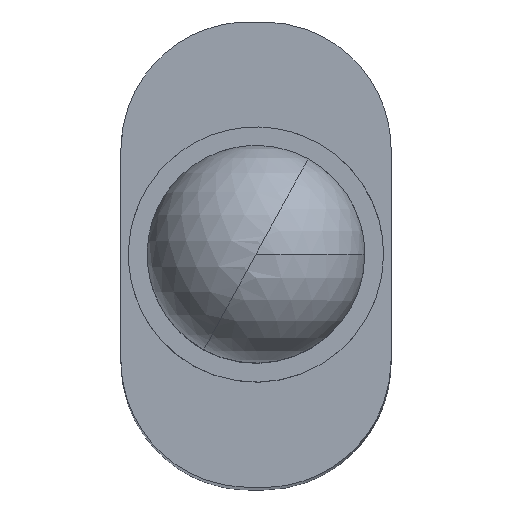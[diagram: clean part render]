
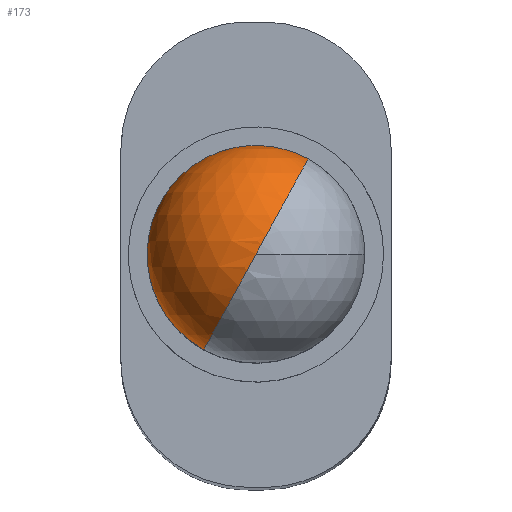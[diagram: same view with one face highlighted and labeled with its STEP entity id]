
A CAD part, top view. The second image highlights one B-rep face of the part: STEP entity #173.
In plain terms, the highlighted spherical face has radius 1.45 mm.
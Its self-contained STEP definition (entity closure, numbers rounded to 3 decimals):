
#1 = CARTESIAN_POINT ( 'NONE',  ( 0.695, 1.272, 3.19 ) ) ;
#19 = CARTESIAN_POINT ( 'NONE',  ( -0.862, -1.181, 3. ) ) ;
#28 = CARTESIAN_POINT ( 'NONE',  ( -1.01, -1.057, 3. ) ) ;
#29 = CARTESIAN_POINT ( 'NONE',  ( -0.677, -1.239, 3.38 ) ) ;
#101 = CARTESIAN_POINT ( 'NONE',  ( 0.695, 1.272, 3. ) ) ;
#118 = CARTESIAN_POINT ( 'NONE',  ( 0., 0., 4.45 ) ) ;
#132 = CARTESIAN_POINT ( 'NONE',  ( -1.421, 0.344, 3. ) ) ;
#150 = EDGE_CURVE ( 'NONE', #1589, #1554, #501, .T. ) ;
#173 = ADVANCED_FACE ( 'NONE', ( #914 ), #280, .T. ) ;
#250 = ORIENTED_EDGE ( 'NONE', *, *, #855, .F. ) ;
#254 = CARTESIAN_POINT ( 'NONE',  ( 0.695, 1.272, 3. ) ) ;
#280 = SPHERICAL_SURFACE ( 'NONE', #432, 1.45 ) ;
#293 = DIRECTION ( 'NONE',  ( 1., 0., 0. ) ) ;
#382 = CARTESIAN_POINT ( 'NONE',  ( 0.556, 1.018, 3.891 ) ) ;
#395 = CARTESIAN_POINT ( 'NONE',  ( -0.607, -1.112, 3.73 ) ) ;
#413 = CARTESIAN_POINT ( 'NONE',  ( -0.35, -0.641, 4.267 ) ) ;
#432 = AXIS2_PLACEMENT_3D ( 'NONE', #1181, #1444, #293 ) ;
#490 = CARTESIAN_POINT ( 'NONE',  ( -0.695, -1.272, 3. ) ) ;
#501 = B_SPLINE_CURVE_WITH_KNOTS ( 'NONE', 3,
 ( #775, #1046, #673, #413, #664, #1563, #395, #29, #1038, #922 ),
 .UNSPECIFIED., .F., .F.,
 ( 4, 2, 2, 2, 4 ),
 ( 0., 0.25, 0.5, 0.75, 1. ),
 .UNSPECIFIED. ) ;
#506 = CARTESIAN_POINT ( 'NONE',  ( -0.762, 1.248, 3. ) ) ;
#509 = CARTESIAN_POINT ( 'NONE',  ( 0.607, 1.112, 3.73 ) ) ;
#558 = EDGE_CURVE ( 'NONE', #1249, #1589, #1032, .T. ) ;
#600 = EDGE_LOOP ( 'NONE', ( #829, #690, #250 ) ) ;
#633 = CARTESIAN_POINT ( 'NONE',  ( -1.445, -0.226, 3. ) ) ;
#641 = CARTESIAN_POINT ( 'NONE',  ( -1.057, 1.01, 3. ) ) ;
#664 = CARTESIAN_POINT ( 'NONE',  ( -0.427, -0.782, 4.16 ) ) ;
#673 = CARTESIAN_POINT ( 'NONE',  ( -0.182, -0.333, 4.412 ) ) ;
#690 = ORIENTED_EDGE ( 'NONE', *, *, #558, .F. ) ;
#775 = CARTESIAN_POINT ( 'NONE',  ( 0., 0., 4.45 ) ) ;
#829 = ORIENTED_EDGE ( 'NONE', *, *, #150, .F. ) ;
#855 = EDGE_CURVE ( 'NONE', #1554, #1249, #1408, .T. ) ;
#872 = CARTESIAN_POINT ( 'NONE',  ( 0.182, 0.333, 4.412 ) ) ;
#907 = CARTESIAN_POINT ( 'NONE',  ( 0.427, 0.782, 4.16 ) ) ;
#914 = FACE_OUTER_BOUND ( 'NONE', #600, .T. ) ;
#922 = CARTESIAN_POINT ( 'NONE',  ( -0.695, -1.272, 3. ) ) ;
#938 = CARTESIAN_POINT ( 'NONE',  ( -1.462, -0.033, 3. ) ) ;
#953 = CARTESIAN_POINT ( 'NONE',  ( -0.226, 1.445, 3. ) ) ;
#960 = CARTESIAN_POINT ( 'NONE',  ( 0.344, 1.421, 3. ) ) ;
#968 = CARTESIAN_POINT ( 'NONE',  ( 0.695, 1.272, 3. ) ) ;
#1032 = B_SPLINE_CURVE_WITH_KNOTS ( 'NONE', 3,
 ( #254, #1, #1639, #509, #382, #907, #1510, #872, #1391, #1330 ),
 .UNSPECIFIED., .F., .F.,
 ( 4, 2, 2, 2, 4 ),
 ( 0., 0.25, 0.5, 0.75, 1. ),
 .UNSPECIFIED. ) ;
#1038 = CARTESIAN_POINT ( 'NONE',  ( -0.695, -1.272, 3.19 ) ) ;
#1046 = CARTESIAN_POINT ( 'NONE',  ( -0.091, -0.167, 4.45 ) ) ;
#1060 = CARTESIAN_POINT ( 'NONE',  ( -1.338, -0.59, 3. ) ) ;
#1156 = CARTESIAN_POINT ( 'NONE',  ( -1.363, 0.529, 3. ) ) ;
#1180 = CARTESIAN_POINT ( 'NONE',  ( -0.695, -1.272, 3. ) ) ;
#1181 = CARTESIAN_POINT ( 'NONE',  ( 0., 0., 3. ) ) ;
#1216 = CARTESIAN_POINT ( 'NONE',  ( 0.529, 1.363, 3. ) ) ;
#1232 = CARTESIAN_POINT ( 'NONE',  ( -0.59, 1.338, 3. ) ) ;
#1249 = VERTEX_POINT ( 'NONE', #101 ) ;
#1289 = CARTESIAN_POINT ( 'NONE',  ( -1.248, -0.762, 3. ) ) ;
#1330 = CARTESIAN_POINT ( 'NONE',  ( 0., 0., 4.45 ) ) ;
#1336 = CARTESIAN_POINT ( 'NONE',  ( -0.033, 1.462, 3. ) ) ;
#1391 = CARTESIAN_POINT ( 'NONE',  ( 0.091, 0.167, 4.45 ) ) ;
#1408 = B_SPLINE_CURVE_WITH_KNOTS ( 'NONE', 3,
 ( #1180, #19, #28, #1289, #1060, #633, #938, #132, #1156, #1671, #641, #506, #1232, #953, #1336, #960, #1216, #968 ),
 .UNSPECIFIED., .F., .F.,
 ( 4, 2, 2, 2, 2, 2, 2, 2, 4 ),
 ( 0., 0.125, 0.25, 0.375, 0.5, 0.625, 0.75, 0.875, 1. ),
 .UNSPECIFIED. ) ;
#1444 = DIRECTION ( 'NONE',  ( 0., -1., 0. ) ) ;
#1510 = CARTESIAN_POINT ( 'NONE',  ( 0.35, 0.641, 4.267 ) ) ;
#1554 = VERTEX_POINT ( 'NONE', #490 ) ;
#1563 = CARTESIAN_POINT ( 'NONE',  ( -0.556, -1.018, 3.891 ) ) ;
#1589 = VERTEX_POINT ( 'NONE', #118 ) ;
#1639 = CARTESIAN_POINT ( 'NONE',  ( 0.677, 1.239, 3.38 ) ) ;
#1671 = CARTESIAN_POINT ( 'NONE',  ( -1.181, 0.862, 3. ) ) ;
